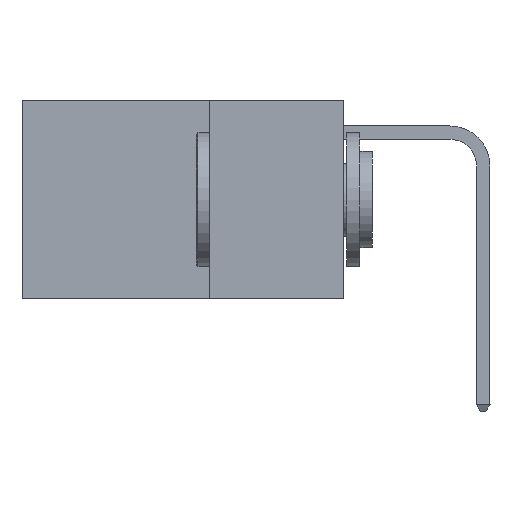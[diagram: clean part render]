
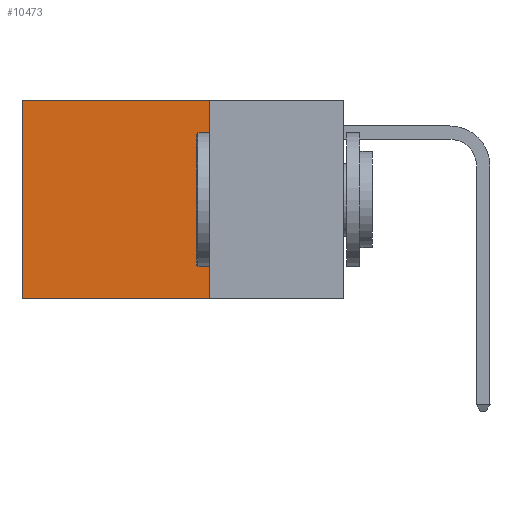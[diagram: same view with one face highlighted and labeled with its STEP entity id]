
A CAD part, left-side view. The second image highlights one B-rep face of the part: STEP entity #10473.
In plain terms, the highlighted planar face has unit normal (-1, 0, 0).
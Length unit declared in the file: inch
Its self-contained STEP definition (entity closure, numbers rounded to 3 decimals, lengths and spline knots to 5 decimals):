
#143 = LINE ( 'NONE', #7454, #8500 ) ;
#248 = ORIENTED_EDGE ( 'NONE', *, *, #10707, .F. ) ;
#436 = VECTOR ( 'NONE', #5275, 39.37008 ) ;
#954 = CARTESIAN_POINT ( 'NONE',  ( 0.2625, 0.25, 0. ) ) ;
#1394 = CARTESIAN_POINT ( 'NONE',  ( 0.2625, 0.6, -0.37 ) ) ;
#1614 = VERTEX_POINT ( 'NONE', #3364 ) ;
#1926 = CARTESIAN_POINT ( 'NONE',  ( 0.2625, 0.25, 0. ) ) ;
#2212 = PLANE ( 'NONE',  #2217 ) ;
#2217 = AXIS2_PLACEMENT_3D ( 'NONE', #8952, #12399, #6949 ) ;
#2847 = EDGE_CURVE ( 'NONE', #13983, #8790, #5321, .T. ) ;
#3230 = EDGE_CURVE ( 'NONE', #8790, #4670, #143, .T. ) ;
#3364 = CARTESIAN_POINT ( 'NONE',  ( 0.2625, 0.25, -0.37 ) ) ;
#3554 = CARTESIAN_POINT ( 'NONE',  ( 0.2625, 0.25, 0. ) ) ;
#4150 = ORIENTED_EDGE ( 'NONE', *, *, #12371, .F. ) ;
#4199 = EDGE_LOOP ( 'NONE', ( #10940, #4150, #248, #10977 ) ) ;
#4606 = VECTOR ( 'NONE', #11050, 39.37008 ) ;
#4670 = VERTEX_POINT ( 'NONE', #1394 ) ;
#5275 = DIRECTION ( 'NONE',  ( 0., 0., -1. ) ) ;
#5321 = LINE ( 'NONE', #3554, #4606 ) ;
#6102 = FACE_OUTER_BOUND ( 'NONE', #4199, .T. ) ;
#6949 = DIRECTION ( 'NONE',  ( 0., 0., -1. ) ) ;
#7454 = CARTESIAN_POINT ( 'NONE',  ( 0.2625, 0.6, 0. ) ) ;
#8408 = DIRECTION ( 'NONE',  ( 0., 1., 0. ) ) ;
#8500 = VECTOR ( 'NONE', #12117, 39.37008 ) ;
#8717 = CARTESIAN_POINT ( 'NONE',  ( 0.2625, 0.6, 0. ) ) ;
#8790 = VERTEX_POINT ( 'NONE', #8717 ) ;
#8952 = CARTESIAN_POINT ( 'NONE',  ( 0.2625, 0.25, 0. ) ) ;
#9620 = LINE ( 'NONE', #13832, #9843 ) ;
#9843 = VECTOR ( 'NONE', #8408, 39.37008 ) ;
#10473 = ADVANCED_FACE ( 'NONE', ( #6102 ), #2212, .F. ) ;
#10705 = LINE ( 'NONE', #954, #436 ) ;
#10707 = EDGE_CURVE ( 'NONE', #13983, #1614, #10705, .T. ) ;
#10940 = ORIENTED_EDGE ( 'NONE', *, *, #3230, .T. ) ;
#10977 = ORIENTED_EDGE ( 'NONE', *, *, #2847, .T. ) ;
#11050 = DIRECTION ( 'NONE',  ( 0., 1., 0. ) ) ;
#12117 = DIRECTION ( 'NONE',  ( 0., 0., -1. ) ) ;
#12371 = EDGE_CURVE ( 'NONE', #1614, #4670, #9620, .T. ) ;
#12399 = DIRECTION ( 'NONE',  ( 1., 0., 0. ) ) ;
#13832 = CARTESIAN_POINT ( 'NONE',  ( 0.2625, 0.25, -0.37 ) ) ;
#13983 = VERTEX_POINT ( 'NONE', #1926 ) ;
